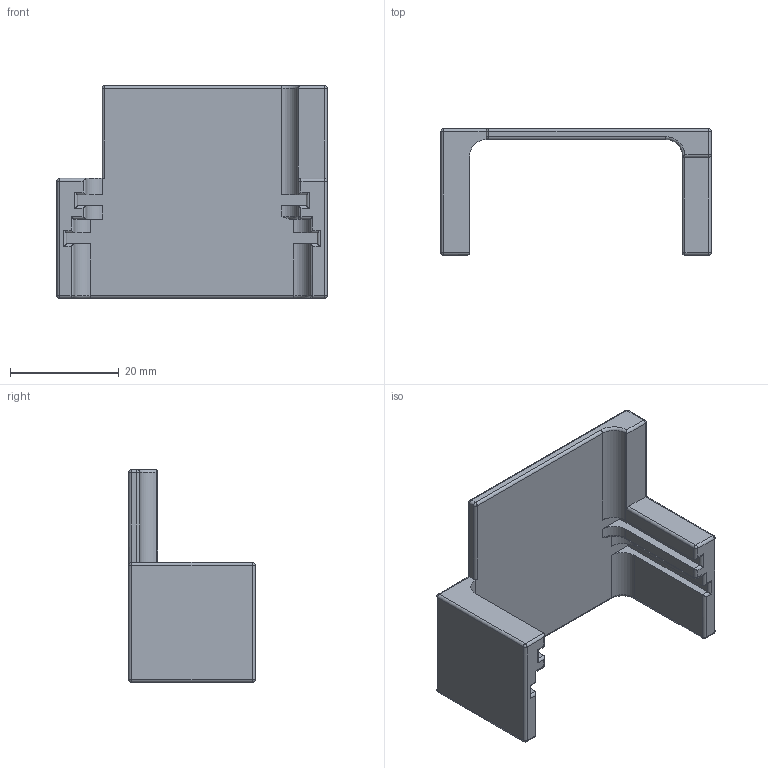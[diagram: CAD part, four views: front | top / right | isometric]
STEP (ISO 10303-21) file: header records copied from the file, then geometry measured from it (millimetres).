
FILE_DESCRIPTION(/* description */ (''),/* implementation_level */ '2;1');
FILE_NAME(/* name */ 'OBS-SnapInPCBHolder.stp',/* time_stamp */ '2020-06-22T10:27:10+02:00',/* author */ ('hpcwoess'),/* organization */ (''),/* preprocessor_version */ 'ST-DEVELOPER v18.1',/* originating_system */ 'Autodesk Inventor 2020',/* authorisation */ '');
FILE_SCHEMA (('AUTOMOTIVE_DESIGN { 1 0 10303 214 3 1 1 }'));
Length unit declared in the file: millimetre
Products named in the file (1): OBS-SnapInPCBHolder
Bounding box: 49.6 x 23.2 x 39 mm (x, y, z)
Volume: 7308.6 mm3; surface area: 6433.1 mm2
Topology: 1 solids, 1 shells, 111 faces, 252 edges, 143 vertices
Faces by surface type: cylinder 58, plane 34, sphere 15, torus 4
Entity records: 3090 total; most frequent: DIRECTION 571, CARTESIAN_POINT 517, ORIENTED_EDGE 504, EDGE_CURVE 252, AXIS2_PLACEMENT_3D 209, LINE 153, VECTOR 153, VERTEX_POINT 143
